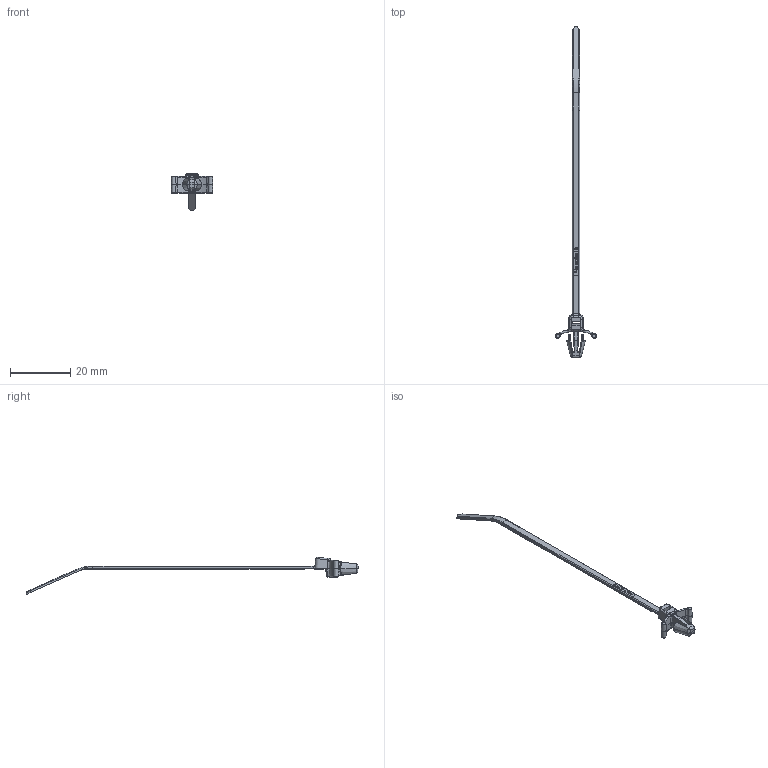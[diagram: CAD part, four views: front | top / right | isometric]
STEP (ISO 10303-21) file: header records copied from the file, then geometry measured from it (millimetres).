
FILE_DESCRIPTION(/* description */ (''),/* implementation_level */ '2;1');
FILE_NAME(/* name */ 'PANDUIT_PLWP1S',/* time_stamp */ '2012-10-22T12:51:46-05:00',/* author */ (''),/* organization */ (''),/* preprocessor_version */ 'ST-DEVELOPER v9',/* originating_system */ 'UGS - NX 3.0',/* authorisation */ '');
FILE_SCHEMA (('CONFIG_CONTROL_DESIGN'));
Length unit declared in the file: inch
Products named in the file (1): bwg66B6b2o5
Bounding box: 13.76 x 110.34 x 12.37 mm (x, y, z)
Volume: 475.5 mm3; surface area: 1130 mm2
Topology: 1 solids, 1 shells, 477 faces, 1182 edges, 694 vertices
Faces by surface type: plane 180, cylinder 134, bspline 113, sphere 21, cone 14, torus 9, extrusion 6
Entity records: 16085 total; most frequent: CARTESIAN_POINT 5562, ORIENTED_EDGE 2296, DIRECTION 2045, EDGE_CURVE 1148, AXIS2_PLACEMENT_3D 743, VERTEX_POINT 685, VECTOR 559, LINE 553
